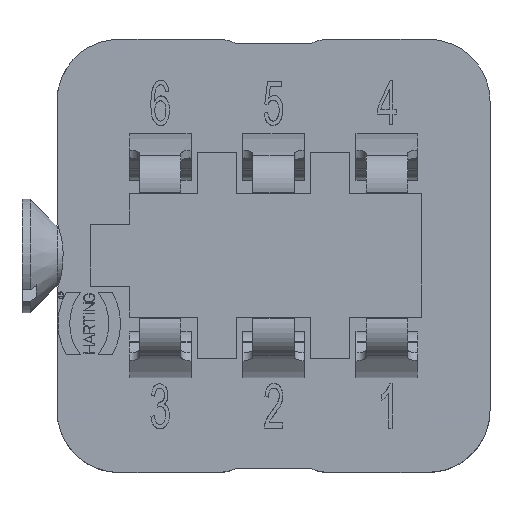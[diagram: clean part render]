
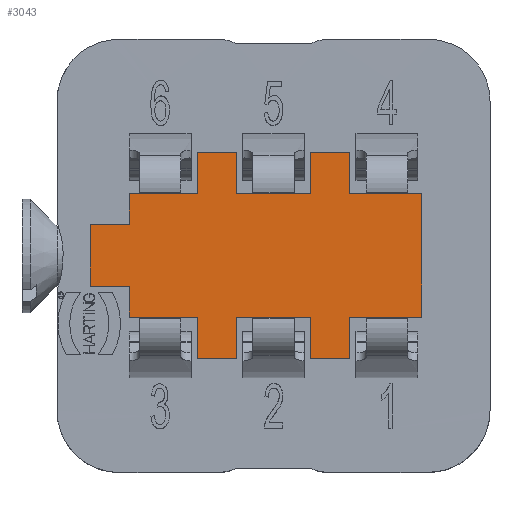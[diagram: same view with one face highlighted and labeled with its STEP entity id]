
A CAD part, top view. The second image highlights one B-rep face of the part: STEP entity #3043.
In plain terms, the highlighted planar face has unit normal (0, 0, 1).
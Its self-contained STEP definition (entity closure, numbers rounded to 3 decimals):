
#2638=FACE_OUTER_BOUND('',#3925,.T.);
#3043=ADVANCED_FACE('',(#2638),#3463,.T.);
#3463=PLANE('',#11971);
#3925=EDGE_LOOP('',(#4959,#4960,#4961,#4962,#4963,#4964,#4965,#4966,#4967,
#4968,#4969,#4970,#4971,#4972,#4973,#4974,#4975,#4976,#4977,#4978,#4979,
#4980,#4981,#4982));
#4959=ORIENTED_EDGE('',*,*,#8016,.T.);
#4960=ORIENTED_EDGE('',*,*,#8017,.T.);
#4961=ORIENTED_EDGE('',*,*,#8018,.T.);
#4962=ORIENTED_EDGE('',*,*,#8019,.T.);
#4963=ORIENTED_EDGE('',*,*,#8020,.T.);
#4964=ORIENTED_EDGE('',*,*,#8021,.T.);
#4965=ORIENTED_EDGE('',*,*,#8022,.T.);
#4966=ORIENTED_EDGE('',*,*,#8012,.F.);
#4967=ORIENTED_EDGE('',*,*,#7819,.T.);
#4968=ORIENTED_EDGE('',*,*,#8015,.F.);
#4969=ORIENTED_EDGE('',*,*,#7815,.T.);
#4970=ORIENTED_EDGE('',*,*,#8014,.F.);
#4971=ORIENTED_EDGE('',*,*,#8023,.T.);
#4972=ORIENTED_EDGE('',*,*,#7987,.T.);
#4973=ORIENTED_EDGE('',*,*,#8024,.T.);
#4974=ORIENTED_EDGE('',*,*,#8009,.T.);
#4975=ORIENTED_EDGE('',*,*,#8007,.T.);
#4976=ORIENTED_EDGE('',*,*,#8001,.T.);
#4977=ORIENTED_EDGE('',*,*,#8025,.F.);
#4978=ORIENTED_EDGE('',*,*,#8026,.T.);
#4979=ORIENTED_EDGE('',*,*,#7998,.T.);
#4980=ORIENTED_EDGE('',*,*,#7992,.F.);
#4981=ORIENTED_EDGE('',*,*,#8027,.T.);
#4982=ORIENTED_EDGE('',*,*,#7990,.T.);
#6972=VERTEX_POINT('',#16058);
#6973=VERTEX_POINT('',#16060);
#6974=VERTEX_POINT('',#16064);
#6975=VERTEX_POINT('',#16066);
#7081=VERTEX_POINT('',#16433);
#7082=VERTEX_POINT('',#16435);
#7083=VERTEX_POINT('',#16439);
#7084=VERTEX_POINT('',#16441);
#7085=VERTEX_POINT('',#16445);
#7086=VERTEX_POINT('',#16447);
#7091=VERTEX_POINT('',#16459);
#7092=VERTEX_POINT('',#16463);
#7093=VERTEX_POINT('',#16465);
#7098=VERTEX_POINT('',#16477);
#7099=VERTEX_POINT('',#16481);
#7100=VERTEX_POINT('',#16485);
#7101=VERTEX_POINT('',#16489);
#7102=VERTEX_POINT('',#16495);
#7103=VERTEX_POINT('',#16497);
#7104=VERTEX_POINT('',#16499);
#7105=VERTEX_POINT('',#16501);
#7106=VERTEX_POINT('',#16503);
#7107=VERTEX_POINT('',#16505);
#7108=VERTEX_POINT('',#16510);
#7815=EDGE_CURVE('',#6973,#6972,#9795,.T.);
#7819=EDGE_CURVE('',#6974,#6975,#9799,.T.);
#7987=EDGE_CURVE('',#7081,#7082,#9938,.T.);
#7990=EDGE_CURVE('',#7083,#7084,#9941,.T.);
#7992=EDGE_CURVE('',#7085,#7086,#9943,.T.);
#7998=EDGE_CURVE('',#7091,#7086,#9949,.T.);
#8001=EDGE_CURVE('',#7093,#7092,#9952,.T.);
#8007=EDGE_CURVE('',#7098,#7093,#9958,.T.);
#8009=EDGE_CURVE('',#7099,#7098,#9960,.T.);
#8012=EDGE_CURVE('',#6974,#7100,#9963,.T.);
#8014=EDGE_CURVE('',#7101,#6972,#9965,.T.);
#8015=EDGE_CURVE('',#6973,#6975,#9966,.T.);
#8016=EDGE_CURVE('',#7084,#7102,#9967,.T.);
#8017=EDGE_CURVE('',#7102,#7103,#9968,.T.);
#8018=EDGE_CURVE('',#7103,#7104,#9969,.T.);
#8019=EDGE_CURVE('',#7104,#7105,#9970,.T.);
#8020=EDGE_CURVE('',#7105,#7106,#9971,.T.);
#8021=EDGE_CURVE('',#7106,#7107,#9972,.T.);
#8022=EDGE_CURVE('',#7107,#7100,#9973,.T.);
#8023=EDGE_CURVE('',#7101,#7081,#9974,.T.);
#8024=EDGE_CURVE('',#7082,#7099,#9975,.T.);
#8025=EDGE_CURVE('',#7108,#7092,#9976,.T.);
#8026=EDGE_CURVE('',#7108,#7091,#9977,.T.);
#8027=EDGE_CURVE('',#7085,#7083,#9978,.T.);
#9795=LINE('',#16059,#10615);
#9799=LINE('',#16067,#10619);
#9938=LINE('',#16436,#10758);
#9941=LINE('',#16442,#10761);
#9943=LINE('',#16446,#10763);
#9949=LINE('',#16458,#10769);
#9952=LINE('',#16464,#10772);
#9958=LINE('',#16476,#10778);
#9960=LINE('',#16480,#10780);
#9963=LINE('',#16486,#10783);
#9965=LINE('',#16490,#10785);
#9966=LINE('',#16492,#10786);
#9967=LINE('',#16494,#10787);
#9968=LINE('',#16496,#10788);
#9969=LINE('',#16498,#10789);
#9970=LINE('',#16500,#10790);
#9971=LINE('',#16502,#10791);
#9972=LINE('',#16504,#10792);
#9973=LINE('',#16506,#10793);
#9974=LINE('',#16507,#10794);
#9975=LINE('',#16508,#10795);
#9976=LINE('',#16509,#10796);
#9977=LINE('',#16511,#10797);
#9978=LINE('',#16512,#10798);
#10615=VECTOR('',#12867,1.);
#10619=VECTOR('',#12873,1.);
#10758=VECTOR('',#13222,1.);
#10761=VECTOR('',#13227,1.);
#10763=VECTOR('',#13231,1.);
#10769=VECTOR('',#13239,1.);
#10772=VECTOR('',#13244,1.);
#10778=VECTOR('',#13252,1.);
#10780=VECTOR('',#13256,1.);
#10783=VECTOR('',#13261,1.);
#10785=VECTOR('',#13265,1.);
#10786=VECTOR('',#13268,1.);
#10787=VECTOR('',#13271,1.);
#10788=VECTOR('',#13272,1.);
#10789=VECTOR('',#13273,1.);
#10790=VECTOR('',#13274,1.);
#10791=VECTOR('',#13275,1.);
#10792=VECTOR('',#13276,1.);
#10793=VECTOR('',#13277,1.);
#10794=VECTOR('',#13278,1.);
#10795=VECTOR('',#13279,1.);
#10796=VECTOR('',#13280,1.);
#10797=VECTOR('',#13281,1.);
#10798=VECTOR('',#13282,1.);
#11971=AXIS2_PLACEMENT_3D('',#16513,#13283,#13284);
#12867=DIRECTION('',(1.,0.,0.));
#12873=DIRECTION('',(-1.,0.,0.));
#13222=DIRECTION('',(0.,-1.,0.));
#13227=DIRECTION('',(0.,1.,0.));
#13231=DIRECTION('',(0.,-1.,0.));
#13239=DIRECTION('',(1.,0.,0.));
#13244=DIRECTION('',(0.,-1.,0.));
#13252=DIRECTION('',(1.,0.,0.));
#13256=DIRECTION('',(0.,1.,0.));
#13261=DIRECTION('',(0.,1.,0.));
#13265=DIRECTION('',(0.,1.,0.));
#13268=DIRECTION('',(0.,1.,0.));
#13271=DIRECTION('',(-1.,0.,0.));
#13272=DIRECTION('',(0.,-1.,0.));
#13273=DIRECTION('',(-1.,0.,0.));
#13274=DIRECTION('',(0.,1.,0.));
#13275=DIRECTION('',(-1.,0.,0.));
#13276=DIRECTION('',(0.,-1.,0.));
#13277=DIRECTION('',(-1.,0.,0.));
#13278=DIRECTION('',(1.,0.,0.));
#13279=DIRECTION('',(1.,0.,0.));
#13280=DIRECTION('',(-1.,0.,0.));
#13281=DIRECTION('',(0.,1.,0.));
#13282=DIRECTION('',(-1.,0.,0.));
#13283=DIRECTION('',(0.,0.,1.));
#13284=DIRECTION('',(0.,1.,0.));
#16058=CARTESIAN_POINT('',(-7.,-1.5,18.5));
#16059=CARTESIAN_POINT('',(7.703,-1.5,18.5));
#16060=CARTESIAN_POINT('',(-8.9,-1.5,18.5));
#16064=CARTESIAN_POINT('',(-7.,1.5,18.5));
#16066=CARTESIAN_POINT('',(-8.9,1.5,18.5));
#16067=CARTESIAN_POINT('',(-8.45,1.5,18.5));
#16433=CARTESIAN_POINT('',(-3.7,-3.,18.5));
#16435=CARTESIAN_POINT('',(-3.7,-5.,18.5));
#16436=CARTESIAN_POINT('',(-3.7,-3.175,18.5));
#16439=CARTESIAN_POINT('',(3.7,3.,18.5));
#16441=CARTESIAN_POINT('',(3.7,5.,18.5));
#16442=CARTESIAN_POINT('',(3.7,-3.175,18.5));
#16445=CARTESIAN_POINT('',(7.2,3.,18.5));
#16446=CARTESIAN_POINT('',(7.2,1.5,18.5));
#16447=CARTESIAN_POINT('',(7.2,-3.,18.5));
#16458=CARTESIAN_POINT('',(3.7,-3.,18.5));
#16459=CARTESIAN_POINT('',(3.7,-3.,18.5));
#16463=CARTESIAN_POINT('',(1.8,-5.,18.5));
#16464=CARTESIAN_POINT('',(1.8,-2.985,18.5));
#16465=CARTESIAN_POINT('',(1.8,-3.,18.5));
#16476=CARTESIAN_POINT('',(-1.8,-3.,18.5));
#16477=CARTESIAN_POINT('',(-1.8,-3.,18.5));
#16480=CARTESIAN_POINT('',(-1.8,-3.175,18.5));
#16481=CARTESIAN_POINT('',(-1.8,-5.,18.5));
#16485=CARTESIAN_POINT('',(-7.,3.,18.5));
#16486=CARTESIAN_POINT('',(-7.,-3.,18.5));
#16489=CARTESIAN_POINT('',(-7.,-3.,18.5));
#16490=CARTESIAN_POINT('',(-7.,-3.,18.5));
#16492=CARTESIAN_POINT('',(-8.9,1.06,18.5));
#16494=CARTESIAN_POINT('',(2.75,5.,18.5));
#16495=CARTESIAN_POINT('',(1.8,5.,18.5));
#16496=CARTESIAN_POINT('',(1.8,-3.175,18.5));
#16497=CARTESIAN_POINT('',(1.8,3.,18.5));
#16498=CARTESIAN_POINT('',(-1.1,3.,18.5));
#16499=CARTESIAN_POINT('',(-1.8,3.,18.5));
#16500=CARTESIAN_POINT('',(-1.8,2.985,18.5));
#16501=CARTESIAN_POINT('',(-1.8,5.,18.5));
#16502=CARTESIAN_POINT('',(7.703,5.,18.5));
#16503=CARTESIAN_POINT('',(-3.7,5.,18.5));
#16504=CARTESIAN_POINT('',(-3.7,-3.175,18.5));
#16505=CARTESIAN_POINT('',(-3.7,3.,18.5));
#16506=CARTESIAN_POINT('',(-3.7,3.,18.5));
#16507=CARTESIAN_POINT('',(-4.4,-3.,18.5));
#16508=CARTESIAN_POINT('',(-2.75,-5.,18.5));
#16509=CARTESIAN_POINT('',(7.703,-5.,18.5));
#16510=CARTESIAN_POINT('',(3.7,-5.,18.5));
#16511=CARTESIAN_POINT('',(3.7,-3.175,18.5));
#16512=CARTESIAN_POINT('',(4.4,3.,18.5));
#16513=CARTESIAN_POINT('',(7.703,-3.175,18.5));
